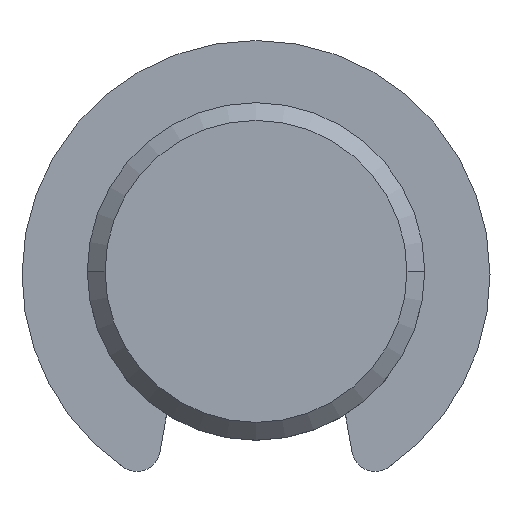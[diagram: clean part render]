
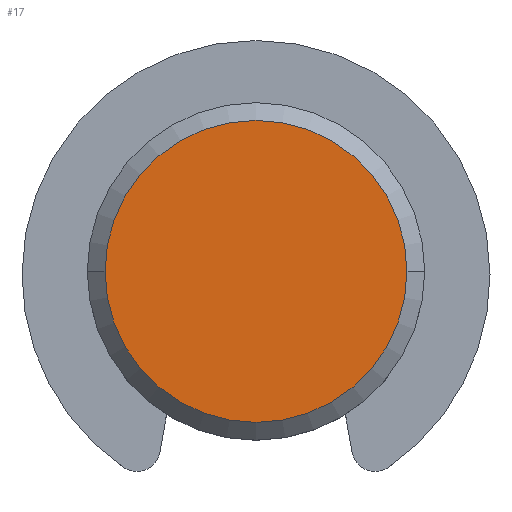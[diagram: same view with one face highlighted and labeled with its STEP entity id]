
A CAD part, top view. The second image highlights one B-rep face of the part: STEP entity #17.
In plain terms, the highlighted planar face has unit normal (0, 0, 1).
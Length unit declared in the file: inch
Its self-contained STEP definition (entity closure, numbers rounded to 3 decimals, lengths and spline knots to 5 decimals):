
#17 = ADVANCED_FACE ( 'NONE', ( #638 ), #1130, .T. ) ;
#59 = EDGE_CURVE ( 'NONE', #106, #1088, #678, .T. ) ;
#73 = EDGE_CURVE ( 'NONE', #1088, #106, #704, .T. ) ;
#106 = VERTEX_POINT ( 'NONE', #177 ) ;
#141 = AXIS2_PLACEMENT_3D ( 'NONE', #222, #215, #212 ) ;
#148 = AXIS2_PLACEMENT_3D ( 'NONE', #209, #208, #206 ) ;
#177 = CARTESIAN_POINT ( 'NONE',  ( 0.17, 0., 1.1 ) ) ;
#206 = DIRECTION ( 'NONE',  ( 1., 0., 0. ) ) ;
#208 = DIRECTION ( 'NONE',  ( 0., 0., 1. ) ) ;
#209 = CARTESIAN_POINT ( 'NONE',  ( 0., 0., 1.1 ) ) ;
#212 = DIRECTION ( 'NONE',  ( 1., 0., 0. ) ) ;
#215 = DIRECTION ( 'NONE',  ( 0., 0., 1. ) ) ;
#222 = CARTESIAN_POINT ( 'NONE',  ( 0., 0., 1.1 ) ) ;
#367 = ORIENTED_EDGE ( 'NONE', *, *, #73, .T. ) ;
#396 = ORIENTED_EDGE ( 'NONE', *, *, #59, .T. ) ;
#429 = AXIS2_PLACEMENT_3D ( 'NONE', #1138, #1128, #1172 ) ;
#541 = EDGE_LOOP ( 'NONE', ( #367, #396 ) ) ;
#638 = FACE_OUTER_BOUND ( 'NONE', #541, .T. ) ;
#678 = CIRCLE ( 'NONE', #141, 0.17 ) ;
#704 = CIRCLE ( 'NONE', #148, 0.17 ) ;
#979 = CARTESIAN_POINT ( 'NONE',  ( -0.17, 0., 1.1 ) ) ;
#1088 = VERTEX_POINT ( 'NONE', #979 ) ;
#1128 = DIRECTION ( 'NONE',  ( 0., 0., 1. ) ) ;
#1130 = PLANE ( 'NONE',  #429 ) ;
#1138 = CARTESIAN_POINT ( 'NONE',  ( 0., 0., 1.1 ) ) ;
#1172 = DIRECTION ( 'NONE',  ( 1., 0., 0. ) ) ;
